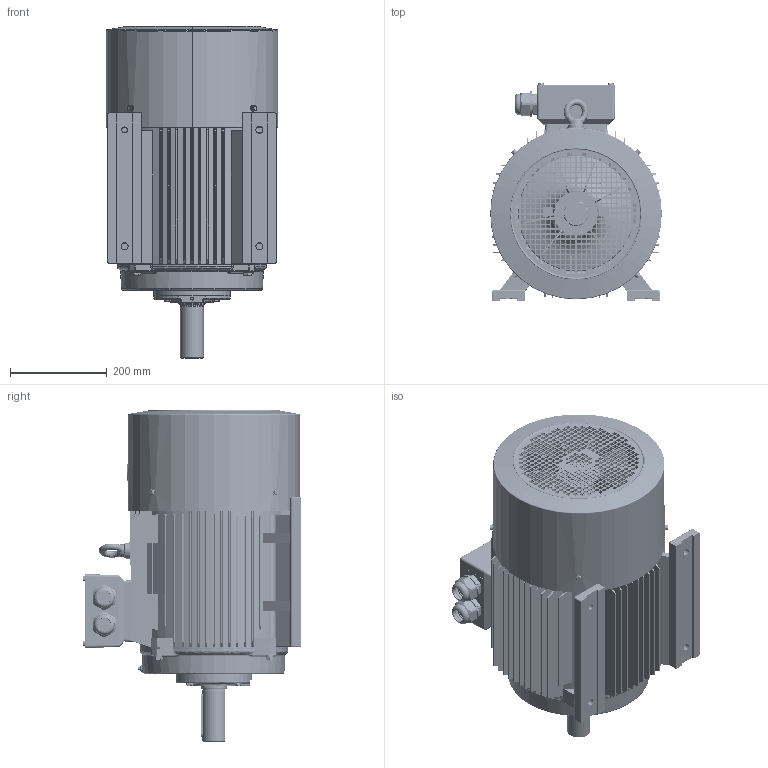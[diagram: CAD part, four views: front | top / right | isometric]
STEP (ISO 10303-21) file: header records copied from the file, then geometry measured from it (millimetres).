
FILE_DESCRIPTION(/* description */ (''),/* implementation_level */ '2;1');
FILE_NAME(/* name */ 'JM1-180M-B3.stp',/* time_stamp */ '2018-12-30T16:28:50+08:00',/* author */ (''),/* organization */ (''),/* preprocessor_version */ 'ST-DEVELOPER v16.7',/* originating_system */ 'SIEMENS PLM Software NX 12.0',/* authorisation */ '');
FILE_SCHEMA (('AP203_CONFIGURATION_CONTROLLED_3D_DESIGN_OF_MECHANICAL_PARTS_AND_ASSEMBLIES_MIM_LF { 1 0 10303 403 2 1 2}'));
Length unit declared in the file: millimetre
Products named in the file (1): JM1-180M-B3
Bounding box: 355 x 450.6 x 686.98 mm (x, y, z)
Volume: 12294762.5 mm3; surface area: 3424608.8 mm2
Topology: 63 solids, 64 shells, 5548 faces, 14801 edges, 9496 vertices
Faces by surface type: plane 2979, cylinder 1174, torus 567, bspline 464, cone 362, sphere 2
Full cylindrical faces by diameter (mm): 2 x2, 5.35 x4, 6 x8, 6.4 x4, 7.188 x10, 8 x10, 9.026 x8, 9.1 x10, 10 x10, 11.2 x8, 12 x4, 16 x1, 27.5 x2, 32.5 x4, 38.75 x12, 40 x4, 41.25 x12, 43.125 x2, 48 x1, 49 x1, 51 x1, 52 x1, 53.125 x2
Entity records: 199572 total; most frequent: CARTESIAN_POINT 65552, ORIENTED_EDGE 28734, DIRECTION 25537, EDGE_CURVE 14367, VERTEX_POINT 9360, AXIS2_PLACEMENT_3D 8697, LINE 8143, VECTOR 8143
